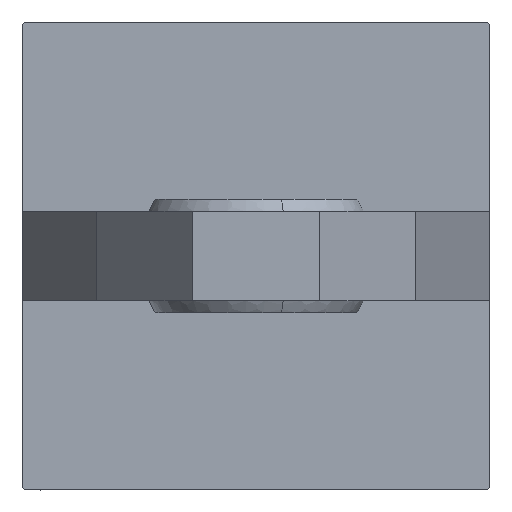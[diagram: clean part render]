
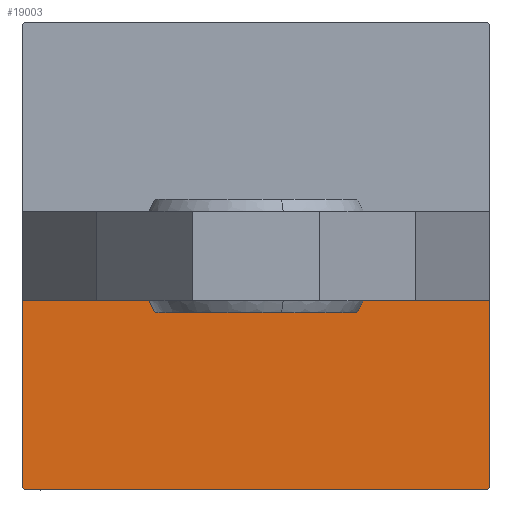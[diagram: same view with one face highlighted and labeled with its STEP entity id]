
A CAD part, left-side view. The second image highlights one B-rep face of the part: STEP entity #19003.
In plain terms, the highlighted planar face has unit normal (-1, 0, 0).
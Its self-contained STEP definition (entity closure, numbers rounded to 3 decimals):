
#964 = EDGE_CURVE ( 'NONE', #34522, #34987, #39675, .T. ) ;
#1407 = ORIENTED_EDGE ( 'NONE', *, *, #42056, .T. ) ;
#2496 = VERTEX_POINT ( 'NONE', #4164 ) ;
#3194 = VECTOR ( 'NONE', #29011, 1000. ) ;
#4164 = CARTESIAN_POINT ( 'NONE',  ( 0., -57.5, -57. ) ) ;
#4277 = CARTESIAN_POINT ( 'NONE',  ( 0., 57.5, 57.5 ) ) ;
#5021 = LINE ( 'NONE', #8390, #14010 ) ;
#6712 = CARTESIAN_POINT ( 'NONE',  ( 0., -57.5, 57. ) ) ;
#7242 = VECTOR ( 'NONE', #9115, 1000. ) ;
#8040 = EDGE_CURVE ( 'NONE', #46777, #2496, #5021, .T. ) ;
#8390 = CARTESIAN_POINT ( 'NONE',  ( 0., -57.5, 57.5 ) ) ;
#9115 = DIRECTION ( 'NONE',  ( 0., 0.707, 0.707 ) ) ;
#9283 = AXIS2_PLACEMENT_3D ( 'NONE', #21233, #45262, #49408 ) ;
#10608 = EDGE_CURVE ( 'NONE', #21211, #30139, #46685, .T. ) ;
#11505 = CARTESIAN_POINT ( 'NONE',  ( 0., 57.5, -57.5 ) ) ;
#12487 = VECTOR ( 'NONE', #20556, 1000. ) ;
#14010 = VECTOR ( 'NONE', #39923, 1000. ) ;
#16095 = FACE_OUTER_BOUND ( 'NONE', #32202, .T. ) ;
#17459 = CARTESIAN_POINT ( 'NONE',  ( 0., -57., 57.5 ) ) ;
#17867 = PLANE ( 'NONE',  #9283 ) ;
#18766 = VECTOR ( 'NONE', #41865, 1000. ) ;
#19003 = ADVANCED_FACE ( 'NONE', ( #16095 ), #17867, .T. ) ;
#20556 = DIRECTION ( 'NONE',  ( 0., -1., 0. ) ) ;
#21211 = VERTEX_POINT ( 'NONE', #32605 ) ;
#21233 = CARTESIAN_POINT ( 'NONE',  ( 0., 0., 0. ) ) ;
#24802 = ORIENTED_EDGE ( 'NONE', *, *, #8040, .F. ) ;
#25074 = LINE ( 'NONE', #44980, #18766 ) ;
#28754 = LINE ( 'NONE', #40400, #3194 ) ;
#29011 = DIRECTION ( 'NONE',  ( 0., -0.707, 0.707 ) ) ;
#29141 = CARTESIAN_POINT ( 'NONE',  ( 0., -11., 57.5 ) ) ;
#30139 = VERTEX_POINT ( 'NONE', #33768 ) ;
#30617 = EDGE_CURVE ( 'NONE', #34522, #21211, #25074, .T. ) ;
#32202 = EDGE_LOOP ( 'NONE', ( #47112, #44733, #44481, #1407, #24802, #50365 ) ) ;
#32605 = CARTESIAN_POINT ( 'NONE',  ( 0., -11., -57.5 ) ) ;
#33647 = CARTESIAN_POINT ( 'NONE',  ( 0., -57.25, 57.25 ) ) ;
#33768 = CARTESIAN_POINT ( 'NONE',  ( 0., -57., -57.5 ) ) ;
#34522 = VERTEX_POINT ( 'NONE', #29141 ) ;
#34987 = VERTEX_POINT ( 'NONE', #17459 ) ;
#39675 = LINE ( 'NONE', #4277, #12487 ) ;
#39923 = DIRECTION ( 'NONE',  ( 0., 0., -1. ) ) ;
#39958 = EDGE_CURVE ( 'NONE', #46777, #34987, #41157, .T. ) ;
#40400 = CARTESIAN_POINT ( 'NONE',  ( 0., -57.25, -57.25 ) ) ;
#41157 = LINE ( 'NONE', #33647, #7242 ) ;
#41865 = DIRECTION ( 'NONE',  ( 0., 0., -1. ) ) ;
#42056 = EDGE_CURVE ( 'NONE', #30139, #2496, #28754, .T. ) ;
#44481 = ORIENTED_EDGE ( 'NONE', *, *, #10608, .T. ) ;
#44733 = ORIENTED_EDGE ( 'NONE', *, *, #30617, .T. ) ;
#44980 = CARTESIAN_POINT ( 'NONE',  ( 0., -11., 57.5 ) ) ;
#45262 = DIRECTION ( 'NONE',  ( -1., 0., 0. ) ) ;
#46685 = LINE ( 'NONE', #11505, #47961 ) ;
#46777 = VERTEX_POINT ( 'NONE', #6712 ) ;
#47112 = ORIENTED_EDGE ( 'NONE', *, *, #964, .F. ) ;
#47193 = DIRECTION ( 'NONE',  ( 0., -1., 0. ) ) ;
#47961 = VECTOR ( 'NONE', #47193, 1000. ) ;
#49408 = DIRECTION ( 'NONE',  ( 0., 0., 1. ) ) ;
#50365 = ORIENTED_EDGE ( 'NONE', *, *, #39958, .T. ) ;
